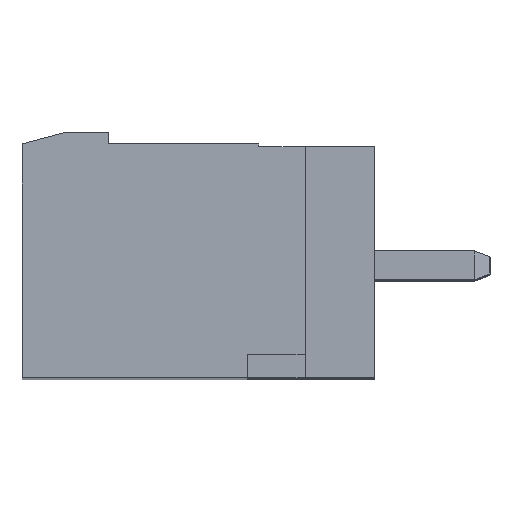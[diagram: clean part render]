
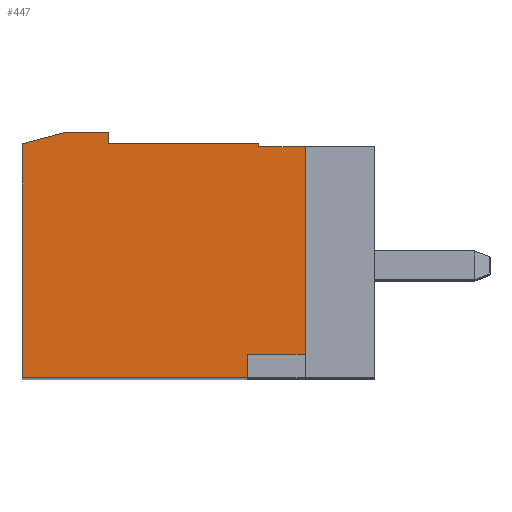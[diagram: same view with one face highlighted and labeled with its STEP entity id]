
A CAD part, top view. The second image highlights one B-rep face of the part: STEP entity #447.
In plain terms, the highlighted planar face has unit normal (0, 0, 1).
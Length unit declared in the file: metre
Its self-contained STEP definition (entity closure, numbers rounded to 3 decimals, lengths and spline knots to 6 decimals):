
#447=ADVANCED_FACE('',(#1177),#1178,.F.);
#1177=FACE_OUTER_BOUND('',#2217,.T.);
#1178=PLANE('',#2218);
#2217=EDGE_LOOP('',(#3511,#3512,#3513,#3514,#3515,#3516,#3517,#3518,#3519,#3520,#3521));
#2218=AXIS2_PLACEMENT_3D('',#3522,#3523,#3524);
#3511=ORIENTED_EDGE('',*,*,#6358,.F.);
#3512=ORIENTED_EDGE('',*,*,#6359,.F.);
#3513=ORIENTED_EDGE('',*,*,#6360,.T.);
#3514=ORIENTED_EDGE('',*,*,#6361,.F.);
#3515=ORIENTED_EDGE('',*,*,#6362,.F.);
#3516=ORIENTED_EDGE('',*,*,#6363,.F.);
#3517=ORIENTED_EDGE('',*,*,#6364,.F.);
#3518=ORIENTED_EDGE('',*,*,#6365,.F.);
#3519=ORIENTED_EDGE('',*,*,#6366,.F.);
#3520=ORIENTED_EDGE('',*,*,#6367,.F.);
#3521=ORIENTED_EDGE('',*,*,#6368,.F.);
#3522=CARTESIAN_POINT('',(-0.007835,0.113995,-0.20516));
#3523=DIRECTION('',(0.,0.,-1.0));
#3524=DIRECTION('',(0.,-1.0,0.));
#6358=EDGE_CURVE('',#7643,#7644,#7645,.T.);
#6359=EDGE_CURVE('',#7646,#7643,#7647,.T.);
#6360=EDGE_CURVE('',#7646,#7648,#7649,.T.);
#6361=EDGE_CURVE('',#7650,#7648,#7651,.T.);
#6362=EDGE_CURVE('',#7652,#7650,#7653,.T.);
#6363=EDGE_CURVE('',#7654,#7652,#7655,.T.);
#6364=EDGE_CURVE('',#7656,#7654,#7657,.T.);
#6365=EDGE_CURVE('',#7658,#7656,#7659,.T.);
#6366=EDGE_CURVE('',#7660,#7658,#7661,.T.);
#6367=EDGE_CURVE('',#7662,#7660,#7663,.T.);
#6368=EDGE_CURVE('',#7644,#7662,#7664,.T.);
#7643=VERTEX_POINT('',#9540);
#7644=VERTEX_POINT('',#9541);
#7645=LINE('',#9542,#9543);
#7646=VERTEX_POINT('',#9544);
#7647=LINE('',#9545,#9546);
#7648=VERTEX_POINT('',#9547);
#7649=LINE('',#9548,#9549);
#7650=VERTEX_POINT('',#9550);
#7651=LINE('',#9551,#9552);
#7652=VERTEX_POINT('',#9553);
#7653=LINE('',#9554,#9555);
#7654=VERTEX_POINT('',#9556);
#7655=LINE('',#9557,#9558);
#7656=VERTEX_POINT('',#9559);
#7657=LINE('',#9560,#9561);
#7658=VERTEX_POINT('',#9562);
#7659=LINE('',#9563,#9564);
#7660=VERTEX_POINT('',#9565);
#7661=LINE('',#9566,#9567);
#7662=VERTEX_POINT('',#9568);
#7663=LINE('',#9569,#9570);
#7664=LINE('',#9571,#9572);
#9540=CARTESIAN_POINT('',(-0.003035,0.105395,-0.20516));
#9541=CARTESIAN_POINT('',(-0.010835,0.105395,-0.20516));
#9542=CARTESIAN_POINT('',(-0.010835,0.105395,-0.20516));
#9543=VECTOR('',#11904,1.0);
#9544=CARTESIAN_POINT('',(-0.003035,0.106195,-0.20516));
#9545=CARTESIAN_POINT('',(-0.003035,0.113995,-0.20516));
#9546=VECTOR('',#11905,1.0);
#9547=CARTESIAN_POINT('',(-0.001035,0.106195,-0.20516));
#9548=CARTESIAN_POINT('',(-0.007835,0.106195,-0.20516));
#9549=VECTOR('',#11906,1.0);
#9550=CARTESIAN_POINT('',(-0.001035,0.113395,-0.20516));
#9551=CARTESIAN_POINT('',(-0.001035,0.105395,-0.20516));
#9552=VECTOR('',#11907,1.0);
#9553=CARTESIAN_POINT('',(-0.002635,0.113395,-0.20516));
#9554=CARTESIAN_POINT('',(-0.001035,0.113395,-0.20516));
#9555=VECTOR('',#11908,1.0);
#9556=CARTESIAN_POINT('',(-0.002635,0.113495,-0.20516));
#9557=CARTESIAN_POINT('',(-0.002635,0.113295,-0.20516));
#9558=VECTOR('',#11909,1.0);
#9559=CARTESIAN_POINT('',(-0.007835,0.113495,-0.20516));
#9560=CARTESIAN_POINT('',(-0.002635,0.113495,-0.20516));
#9561=VECTOR('',#11910,1.0);
#9562=CARTESIAN_POINT('',(-0.007835,0.113895,-0.20516));
#9563=CARTESIAN_POINT('',(-0.007835,0.113495,-0.20516));
#9564=VECTOR('',#11911,1.0);
#9565=CARTESIAN_POINT('',(-0.009342,0.113895,-0.20516));
#9566=CARTESIAN_POINT('',(-0.007835,0.113895,-0.20516));
#9567=VECTOR('',#11912,1.0);
#9568=CARTESIAN_POINT('',(-0.010835,0.113495,-0.20516));
#9569=CARTESIAN_POINT('',(-0.009342,0.113895,-0.20516));
#9570=VECTOR('',#11913,1.0);
#9571=CARTESIAN_POINT('',(-0.010835,0.113595,-0.20516));
#9572=VECTOR('',#11914,1.0);
#11904=DIRECTION('',(-1.0,0.,0.));
#11905=DIRECTION('',(0.,-1.0,0.));
#11906=DIRECTION('',(1.0,0.0,0.));
#11907=DIRECTION('',(0.,-1.0,0.));
#11908=DIRECTION('',(1.0,0.,0.));
#11909=DIRECTION('',(0.,-1.0,0.));
#11910=DIRECTION('',(1.0,0.,0.));
#11911=DIRECTION('',(0.,-1.0,0.));
#11912=DIRECTION('',(1.0,0.,0.));
#11913=DIRECTION('',(0.966,0.259,0.));
#11914=DIRECTION('',(0.,1.0,0.));
